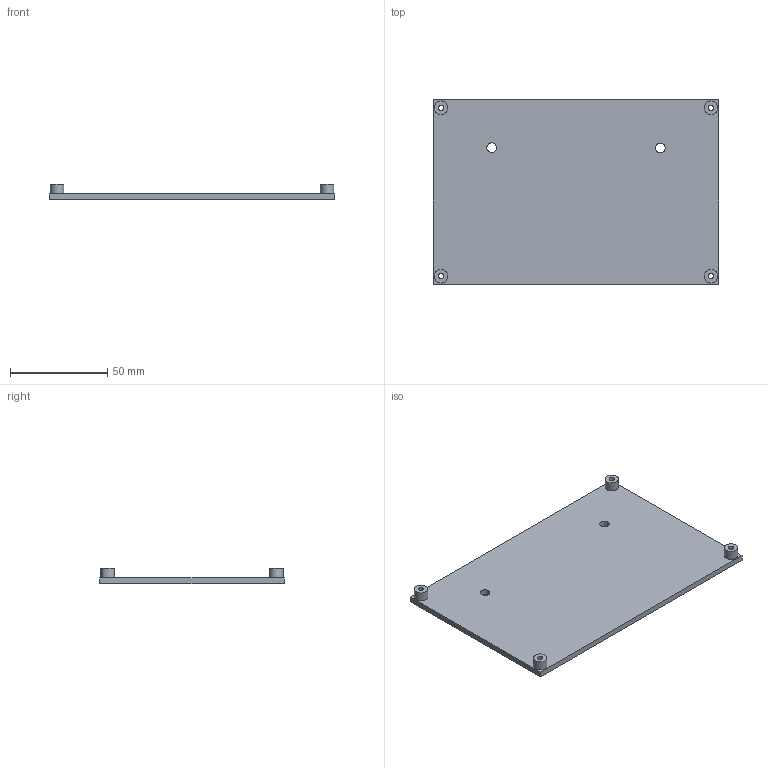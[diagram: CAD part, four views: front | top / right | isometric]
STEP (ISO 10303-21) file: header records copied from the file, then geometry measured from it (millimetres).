
FILE_DESCRIPTION(/* description */ (''),/* implementation_level */ '2;1');
FILE_NAME(/* name */ 'd0ea639a-14d7-4802-b59e-366fe0c7fd9a.stp',/* time_stamp */ '2016-03-13T03:19:26+00:00',/* author */ (''),/* organization */ (''),/* preprocessor_version */ 'ST-DEVELOPER v16.2',/* originating_system */ 'Autodesk Translation Framework v4.3.0.3010',/* authorisation */ '');
FILE_SCHEMA (('AUTOMOTIVE_DESIGN { 1 0 10303 214 3 1 1 }'));
Length unit declared in the file: centimetre
Products named in the file (2): Smoothie Holder.f3d v2; SmoothieHolder
Assembly tree (1 placements, depth 2):
  Smoothie Holder.f3d v2
    SmoothieHolder
Bounding box: 146.5 x 94.5 x 8 mm (x, y, z)
Volume: 41994.6 mm3; surface area: 29819 mm2
Topology: 1 solids, 1 shells, 20 faces, 42 edges, 28 vertices
Faces by surface type: cylinder 10, plane 10
Full cylindrical faces by diameter (mm): 2.75 x4, 5 x2, 7 x4
Entity records: 563 total; most frequent: DIRECTION 98, CARTESIAN_POINT 83, ORIENTED_EDGE 64, EDGE_LOOP 46, AXIS2_PLACEMENT_3D 43, EDGE_CURVE 32, VERTEX_POINT 28, FACE_BOUND 26
